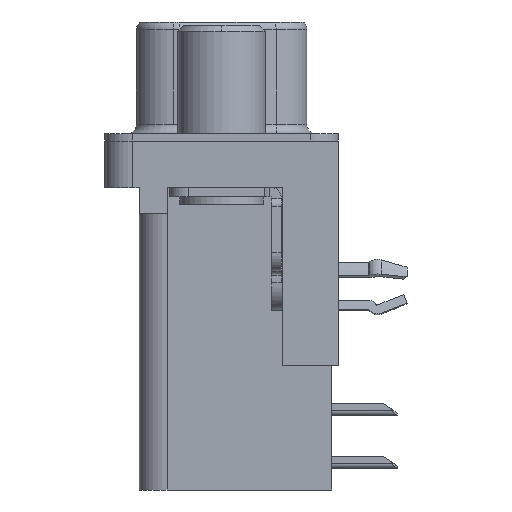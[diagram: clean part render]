
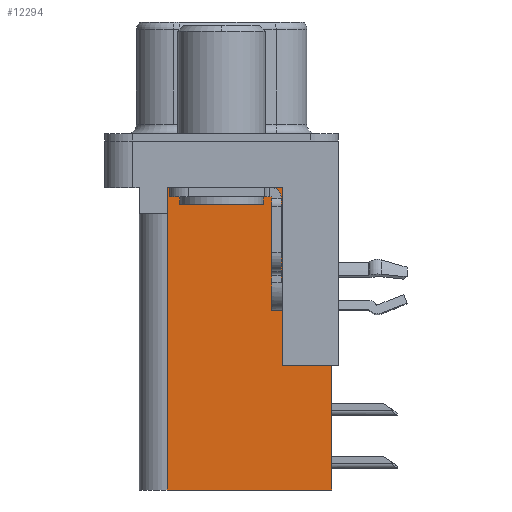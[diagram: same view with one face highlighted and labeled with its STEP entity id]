
A CAD part, left-side view. The second image highlights one B-rep face of the part: STEP entity #12294.
In plain terms, the highlighted planar face has unit normal (-1, 0, 0).
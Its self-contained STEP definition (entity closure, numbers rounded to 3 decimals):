
#181 = ORIENTED_EDGE ( 'NONE', *, *, #13147, .F. ) ;
#329 = EDGE_CURVE ( 'NONE', #11226, #11376, #9860, .T. ) ;
#541 = ORIENTED_EDGE ( 'NONE', *, *, #10399, .T. ) ;
#699 = DIRECTION ( 'NONE',  ( 0., 0., -1. ) ) ;
#1146 = CARTESIAN_POINT ( 'NONE',  ( 3.79, -3.295, -2.5 ) ) ;
#1241 = LINE ( 'NONE', #2812, #11633 ) ;
#1805 = ORIENTED_EDGE ( 'NONE', *, *, #6307, .F. ) ;
#2531 = VECTOR ( 'NONE', #17575, 1000. ) ;
#2812 = CARTESIAN_POINT ( 'NONE',  ( 3.79, 2.925, -18.76 ) ) ;
#2923 = VECTOR ( 'NONE', #14474, 1000. ) ;
#3082 = VERTEX_POINT ( 'NONE', #13705 ) ;
#3439 = CARTESIAN_POINT ( 'NONE',  ( 3.79, 2.925, -18.76 ) ) ;
#3566 = CARTESIAN_POINT ( 'NONE',  ( 3.79, -3.295, -18.76 ) ) ;
#3605 = VERTEX_POINT ( 'NONE', #4639 ) ;
#3760 = ORIENTED_EDGE ( 'NONE', *, *, #329, .T. ) ;
#3868 = CARTESIAN_POINT ( 'NONE',  ( 3.79, -5.925, -18.76 ) ) ;
#3972 = VERTEX_POINT ( 'NONE', #5908 ) ;
#4058 = CARTESIAN_POINT ( 'NONE',  ( 3.79, -3.295, -18.76 ) ) ;
#4479 = VECTOR ( 'NONE', #13988, 1000. ) ;
#4639 = CARTESIAN_POINT ( 'NONE',  ( 3.79, 2.925, -3.9 ) ) ;
#4813 = DIRECTION ( 'NONE',  ( 0., 1., 0. ) ) ;
#4867 = CARTESIAN_POINT ( 'NONE',  ( 3.79, 2.895, -3.9 ) ) ;
#4930 = EDGE_CURVE ( 'NONE', #8075, #3082, #5235, .T. ) ;
#5235 = LINE ( 'NONE', #9080, #5672 ) ;
#5516 = VECTOR ( 'NONE', #699, 1000. ) ;
#5672 = VECTOR ( 'NONE', #4813, 1000. ) ;
#5799 = LINE ( 'NONE', #9125, #2531 ) ;
#5908 = CARTESIAN_POINT ( 'NONE',  ( 3.79, 2.895, -3.9 ) ) ;
#6307 = EDGE_CURVE ( 'NONE', #10999, #7174, #14500, .T. ) ;
#6381 = DIRECTION ( 'NONE',  ( 0., 1., 0. ) ) ;
#6635 = LINE ( 'NONE', #10186, #2923 ) ;
#6808 = EDGE_CURVE ( 'NONE', #11376, #8075, #15381, .T. ) ;
#7174 = VERTEX_POINT ( 'NONE', #3439 ) ;
#7248 = DIRECTION ( 'NONE',  ( 0., 1., 0. ) ) ;
#7581 = EDGE_CURVE ( 'NONE', #7174, #3605, #1241, .T. ) ;
#8030 = AXIS2_PLACEMENT_3D ( 'NONE', #3566, #14898, #6381 ) ;
#8075 = VERTEX_POINT ( 'NONE', #1146 ) ;
#8220 = FACE_OUTER_BOUND ( 'NONE', #17011, .T. ) ;
#8509 = EDGE_CURVE ( 'NONE', #3972, #3605, #5799, .T. ) ;
#8627 = DIRECTION ( 'NONE',  ( 0., 1., 0. ) ) ;
#9080 = CARTESIAN_POINT ( 'NONE',  ( 3.79, -3.295, -2.5 ) ) ;
#9099 = CARTESIAN_POINT ( 'NONE',  ( 3.79, -3.295, -12.05 ) ) ;
#9125 = CARTESIAN_POINT ( 'NONE',  ( 3.79, 0., -3.9 ) ) ;
#9747 = LINE ( 'NONE', #4867, #5516 ) ;
#9860 = LINE ( 'NONE', #10021, #13204 ) ;
#10021 = CARTESIAN_POINT ( 'NONE',  ( 3.79, -6.295, -12.05 ) ) ;
#10186 = CARTESIAN_POINT ( 'NONE',  ( 3.79, -5.925, -2. ) ) ;
#10399 = EDGE_CURVE ( 'NONE', #3082, #3972, #9747, .T. ) ;
#10855 = ORIENTED_EDGE ( 'NONE', *, *, #7581, .F. ) ;
#10999 = VERTEX_POINT ( 'NONE', #3868 ) ;
#11226 = VERTEX_POINT ( 'NONE', #14143 ) ;
#11376 = VERTEX_POINT ( 'NONE', #9099 ) ;
#11633 = VECTOR ( 'NONE', #16877, 1000. ) ;
#12072 = PLANE ( 'NONE',  #8030 ) ;
#12294 = ADVANCED_FACE ( 'NONE', ( #8220 ), #12072, .F. ) ;
#13147 = EDGE_CURVE ( 'NONE', #11226, #10999, #6635, .T. ) ;
#13204 = VECTOR ( 'NONE', #8627, 1000. ) ;
#13705 = CARTESIAN_POINT ( 'NONE',  ( 3.79, 2.895, -2.5 ) ) ;
#13988 = DIRECTION ( 'NONE',  ( 0., 0., 1. ) ) ;
#14116 = ORIENTED_EDGE ( 'NONE', *, *, #8509, .T. ) ;
#14143 = CARTESIAN_POINT ( 'NONE',  ( 3.79, -5.925, -12.05 ) ) ;
#14363 = CARTESIAN_POINT ( 'NONE',  ( 3.79, -3.295, -18.76 ) ) ;
#14414 = ORIENTED_EDGE ( 'NONE', *, *, #6808, .T. ) ;
#14474 = DIRECTION ( 'NONE',  ( 0., 0., -1. ) ) ;
#14500 = LINE ( 'NONE', #14363, #14956 ) ;
#14780 = ORIENTED_EDGE ( 'NONE', *, *, #4930, .T. ) ;
#14898 = DIRECTION ( 'NONE',  ( 1., 0., 0. ) ) ;
#14956 = VECTOR ( 'NONE', #7248, 1000. ) ;
#15381 = LINE ( 'NONE', #4058, #4479 ) ;
#16877 = DIRECTION ( 'NONE',  ( 0., 0., 1. ) ) ;
#17011 = EDGE_LOOP ( 'NONE', ( #14780, #541, #14116, #10855, #1805, #181, #3760, #14414 ) ) ;
#17575 = DIRECTION ( 'NONE',  ( 0., 1., 0. ) ) ;
